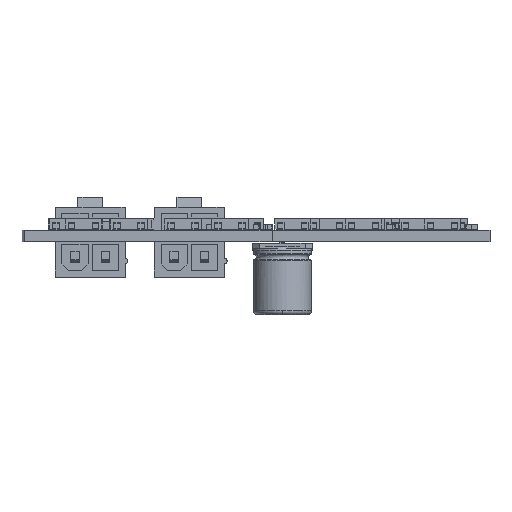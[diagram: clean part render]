
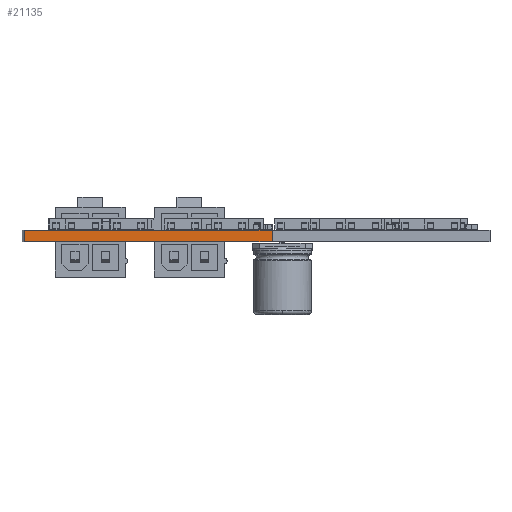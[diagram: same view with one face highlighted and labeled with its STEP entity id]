
A CAD part, left-side view. The second image highlights one B-rep face of the part: STEP entity #21135.
In plain terms, the highlighted planar face has unit normal (-1, 0, 0).
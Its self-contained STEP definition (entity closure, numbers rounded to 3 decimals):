
#20954 = PLANE('',#20955);
#20955 = AXIS2_PLACEMENT_3D('',#20956,#20957,#20958);
#20956 = CARTESIAN_POINT('',(-57.912,32.029,0.));
#20957 = DIRECTION('',(0.004,-1.,0.));
#20958 = DIRECTION('',(-1.,-0.004,0.));
#20979 = VERTEX_POINT('',#20980);
#20980 = CARTESIAN_POINT('',(-85.395,31.928,1.6));
#20994 = PLANE('',#20995);
#20995 = AXIS2_PLACEMENT_3D('',#20996,#20997,#20998);
#20996 = CARTESIAN_POINT('',(0.192,4.517,1.6));
#20997 = DIRECTION('',(0.,0.,1.));
#20998 = DIRECTION('',(1.,0.,0.));
#21006 = EDGE_CURVE('',#21007,#20979,#21009,.T.);
#21007 = VERTEX_POINT('',#21008);
#21008 = CARTESIAN_POINT('',(-85.395,31.928,0.));
#21009 = SURFACE_CURVE('',#21010,(#21014,#21021),.PCURVE_S1.);
#21010 = LINE('',#21011,#21012);
#21011 = CARTESIAN_POINT('',(-85.395,31.928,0.));
#21012 = VECTOR('',#21013,1.);
#21013 = DIRECTION('',(0.,0.,1.));
#21014 = PCURVE('',#20954,#21015);
#21015 = DEFINITIONAL_REPRESENTATION('',(#21016),#21020);
#21016 = LINE('',#21017,#21018);
#21017 = CARTESIAN_POINT('',(27.483,0.));
#21018 = VECTOR('',#21019,1.);
#21019 = DIRECTION('',(0.,-1.));
#21020 = ( GEOMETRIC_REPRESENTATION_CONTEXT(2) 
PARAMETRIC_REPRESENTATION_CONTEXT() REPRESENTATION_CONTEXT('2D SPACE',''
  ) );
#21021 = PCURVE('',#21022,#21027);
#21022 = PLANE('',#21023);
#21023 = AXIS2_PLACEMENT_3D('',#21024,#21025,#21026);
#21024 = CARTESIAN_POINT('',(-85.395,31.928,0.));
#21025 = DIRECTION('',(1.,0.,0.));
#21026 = DIRECTION('',(0.,-1.,0.));
#21027 = DEFINITIONAL_REPRESENTATION('',(#21028),#21032);
#21028 = LINE('',#21029,#21030);
#21029 = CARTESIAN_POINT('',(0.,0.));
#21030 = VECTOR('',#21031,1.);
#21031 = DIRECTION('',(0.,-1.));
#21032 = ( GEOMETRIC_REPRESENTATION_CONTEXT(2) 
PARAMETRIC_REPRESENTATION_CONTEXT() REPRESENTATION_CONTEXT('2D SPACE',''
  ) );
#21048 = PLANE('',#21049);
#21049 = AXIS2_PLACEMENT_3D('',#21050,#21051,#21052);
#21050 = CARTESIAN_POINT('',(0.192,4.517,0.));
#21051 = DIRECTION('',(0.,0.,1.));
#21052 = DIRECTION('',(1.,0.,0.));
#21135 = ADVANCED_FACE('',(#21136),#21022,.F.);
#21136 = FACE_BOUND('',#21137,.F.);
#21137 = EDGE_LOOP('',(#21138,#21139,#21162,#21190));
#21138 = ORIENTED_EDGE('',*,*,#21006,.T.);
#21139 = ORIENTED_EDGE('',*,*,#21140,.T.);
#21140 = EDGE_CURVE('',#20979,#21141,#21143,.T.);
#21141 = VERTEX_POINT('',#21142);
#21142 = CARTESIAN_POINT('',(-85.395,-2.21,1.6));
#21143 = SURFACE_CURVE('',#21144,(#21148,#21155),.PCURVE_S1.);
#21144 = LINE('',#21145,#21146);
#21145 = CARTESIAN_POINT('',(-85.395,31.928,1.6));
#21146 = VECTOR('',#21147,1.);
#21147 = DIRECTION('',(0.,-1.,0.));
#21148 = PCURVE('',#21022,#21149);
#21149 = DEFINITIONAL_REPRESENTATION('',(#21150),#21154);
#21150 = LINE('',#21151,#21152);
#21151 = CARTESIAN_POINT('',(0.,-1.6));
#21152 = VECTOR('',#21153,1.);
#21153 = DIRECTION('',(1.,0.));
#21154 = ( GEOMETRIC_REPRESENTATION_CONTEXT(2) 
PARAMETRIC_REPRESENTATION_CONTEXT() REPRESENTATION_CONTEXT('2D SPACE',''
  ) );
#21155 = PCURVE('',#20994,#21156);
#21156 = DEFINITIONAL_REPRESENTATION('',(#21157),#21161);
#21157 = LINE('',#21158,#21159);
#21158 = CARTESIAN_POINT('',(-85.587,27.411));
#21159 = VECTOR('',#21160,1.);
#21160 = DIRECTION('',(0.,-1.));
#21161 = ( GEOMETRIC_REPRESENTATION_CONTEXT(2) 
PARAMETRIC_REPRESENTATION_CONTEXT() REPRESENTATION_CONTEXT('2D SPACE',''
  ) );
#21162 = ORIENTED_EDGE('',*,*,#21163,.F.);
#21163 = EDGE_CURVE('',#21164,#21141,#21166,.T.);
#21164 = VERTEX_POINT('',#21165);
#21165 = CARTESIAN_POINT('',(-85.395,-2.21,0.));
#21166 = SURFACE_CURVE('',#21167,(#21171,#21178),.PCURVE_S1.);
#21167 = LINE('',#21168,#21169);
#21168 = CARTESIAN_POINT('',(-85.395,-2.21,0.));
#21169 = VECTOR('',#21170,1.);
#21170 = DIRECTION('',(0.,0.,1.));
#21171 = PCURVE('',#21022,#21172);
#21172 = DEFINITIONAL_REPRESENTATION('',(#21173),#21177);
#21173 = LINE('',#21174,#21175);
#21174 = CARTESIAN_POINT('',(34.138,0.));
#21175 = VECTOR('',#21176,1.);
#21176 = DIRECTION('',(0.,-1.));
#21177 = ( GEOMETRIC_REPRESENTATION_CONTEXT(2) 
PARAMETRIC_REPRESENTATION_CONTEXT() REPRESENTATION_CONTEXT('2D SPACE',''
  ) );
#21178 = PCURVE('',#21179,#21184);
#21179 = PLANE('',#21180);
#21180 = AXIS2_PLACEMENT_3D('',#21181,#21182,#21183);
#21181 = CARTESIAN_POINT('',(-85.395,-2.21,0.));
#21182 = DIRECTION('',(0.002,1.,0.));
#21183 = DIRECTION('',(1.,-0.002,0.));
#21184 = DEFINITIONAL_REPRESENTATION('',(#21185),#21189);
#21185 = LINE('',#21186,#21187);
#21186 = CARTESIAN_POINT('',(0.,0.));
#21187 = VECTOR('',#21188,1.);
#21188 = DIRECTION('',(0.,-1.));
#21189 = ( GEOMETRIC_REPRESENTATION_CONTEXT(2) 
PARAMETRIC_REPRESENTATION_CONTEXT() REPRESENTATION_CONTEXT('2D SPACE',''
  ) );
#21190 = ORIENTED_EDGE('',*,*,#21191,.F.);
#21191 = EDGE_CURVE('',#21007,#21164,#21192,.T.);
#21192 = SURFACE_CURVE('',#21193,(#21197,#21204),.PCURVE_S1.);
#21193 = LINE('',#21194,#21195);
#21194 = CARTESIAN_POINT('',(-85.395,31.928,0.));
#21195 = VECTOR('',#21196,1.);
#21196 = DIRECTION('',(0.,-1.,0.));
#21197 = PCURVE('',#21022,#21198);
#21198 = DEFINITIONAL_REPRESENTATION('',(#21199),#21203);
#21199 = LINE('',#21200,#21201);
#21200 = CARTESIAN_POINT('',(0.,0.));
#21201 = VECTOR('',#21202,1.);
#21202 = DIRECTION('',(1.,0.));
#21203 = ( GEOMETRIC_REPRESENTATION_CONTEXT(2) 
PARAMETRIC_REPRESENTATION_CONTEXT() REPRESENTATION_CONTEXT('2D SPACE',''
  ) );
#21204 = PCURVE('',#21048,#21205);
#21205 = DEFINITIONAL_REPRESENTATION('',(#21206),#21210);
#21206 = LINE('',#21207,#21208);
#21207 = CARTESIAN_POINT('',(-85.587,27.411));
#21208 = VECTOR('',#21209,1.);
#21209 = DIRECTION('',(0.,-1.));
#21210 = ( GEOMETRIC_REPRESENTATION_CONTEXT(2) 
PARAMETRIC_REPRESENTATION_CONTEXT() REPRESENTATION_CONTEXT('2D SPACE',''
  ) );
